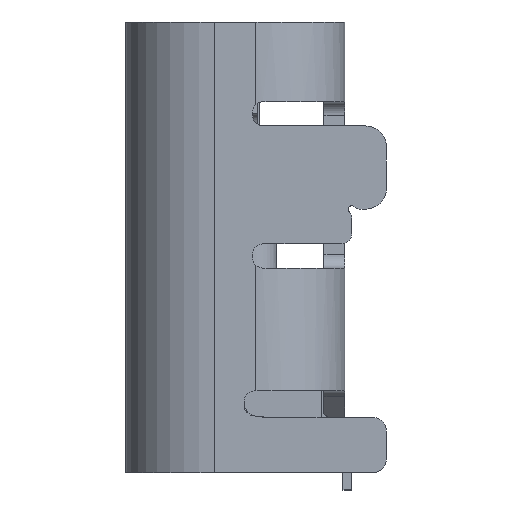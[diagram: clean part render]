
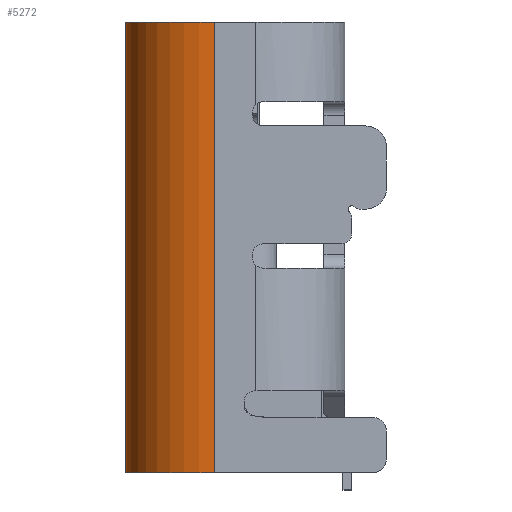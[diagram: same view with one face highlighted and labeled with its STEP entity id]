
A CAD part, left-side view. The second image highlights one B-rep face of the part: STEP entity #5272.
In plain terms, the highlighted cylindrical face has radius 1.28 mm (diameter 2.56 mm), a partial arc.
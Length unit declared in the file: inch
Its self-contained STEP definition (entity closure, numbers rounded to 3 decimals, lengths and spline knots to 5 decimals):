
#347 = CARTESIAN_POINT ( 'NONE',  ( -0.12559, 0.01161, -0.25591 ) ) ;
#4920 = ORIENTED_EDGE ( 'NONE', *, *, #7010, .F. ) ;
#5272 = ADVANCED_FACE ( 'NONE', ( #16645 ), #9717, .T. ) ;
#5484 = DIRECTION ( 'NONE',  ( 0., 0., 1. ) ) ;
#5530 = EDGE_CURVE ( 'NONE', #12485, #20599, #6930, .T. ) ;
#6930 = CIRCLE ( 'NONE', #19845, 0.05039 ) ;
#7010 = EDGE_CURVE ( 'NONE', #15405, #22627, #22176, .T. ) ;
#7220 = CARTESIAN_POINT ( 'NONE',  ( -0.12559, 0.01161, 0. ) ) ;
#7256 = ORIENTED_EDGE ( 'NONE', *, *, #18880, .T. ) ;
#7499 = DIRECTION ( 'NONE',  ( -1., 0., 0. ) ) ;
#8012 = ORIENTED_EDGE ( 'NONE', *, *, #5530, .F. ) ;
#8080 = EDGE_CURVE ( 'NONE', #12485, #22627, #11374, .T. ) ;
#9030 = ORIENTED_EDGE ( 'NONE', *, *, #8080, .T. ) ;
#9717 = CYLINDRICAL_SURFACE ( 'NONE', #16892, 0.05039 ) ;
#10399 = VECTOR ( 'NONE', #13110, 39.37008 ) ;
#10559 = VECTOR ( 'NONE', #17199, 39.37008 ) ;
#11374 = LINE ( 'NONE', #15192, #10399 ) ;
#11447 = CARTESIAN_POINT ( 'NONE',  ( -0.12559, 0.01161, -0.05906 ) ) ;
#11550 = CARTESIAN_POINT ( 'NONE',  ( -0.12559, 0.06201, 0. ) ) ;
#12485 = VERTEX_POINT ( 'NONE', #15673 ) ;
#13110 = DIRECTION ( 'NONE',  ( 0., 0., 1. ) ) ;
#14049 = AXIS2_PLACEMENT_3D ( 'NONE', #7220, #5484, #21094 ) ;
#15136 = LINE ( 'NONE', #11550, #10559 ) ;
#15151 = DIRECTION ( 'NONE',  ( 1., 0., 0. ) ) ;
#15192 = CARTESIAN_POINT ( 'NONE',  ( -0.17598, 0.01161, -0.25591 ) ) ;
#15405 = VERTEX_POINT ( 'NONE', #15804 ) ;
#15673 = CARTESIAN_POINT ( 'NONE',  ( -0.17598, 0.01161, -0.25591 ) ) ;
#15804 = CARTESIAN_POINT ( 'NONE',  ( -0.12559, 0.06201, 0. ) ) ;
#16645 = FACE_OUTER_BOUND ( 'NONE', #19789, .T. ) ;
#16892 = AXIS2_PLACEMENT_3D ( 'NONE', #11447, #20116, #15151 ) ;
#17199 = DIRECTION ( 'NONE',  ( 0., 0., -1. ) ) ;
#17668 = DIRECTION ( 'NONE',  ( 0., 0., -1. ) ) ;
#18880 = EDGE_CURVE ( 'NONE', #15405, #20599, #15136, .T. ) ;
#19047 = CARTESIAN_POINT ( 'NONE',  ( -0.12559, 0.06201, -0.25591 ) ) ;
#19572 = CARTESIAN_POINT ( 'NONE',  ( -0.17598, 0.01161, 0. ) ) ;
#19789 = EDGE_LOOP ( 'NONE', ( #4920, #7256, #8012, #9030 ) ) ;
#19845 = AXIS2_PLACEMENT_3D ( 'NONE', #347, #17668, #7499 ) ;
#20116 = DIRECTION ( 'NONE',  ( 0., 0., 1. ) ) ;
#20599 = VERTEX_POINT ( 'NONE', #19047 ) ;
#21094 = DIRECTION ( 'NONE',  ( 0., 1., 0. ) ) ;
#22176 = CIRCLE ( 'NONE', #14049, 0.05039 ) ;
#22627 = VERTEX_POINT ( 'NONE', #19572 ) ;
